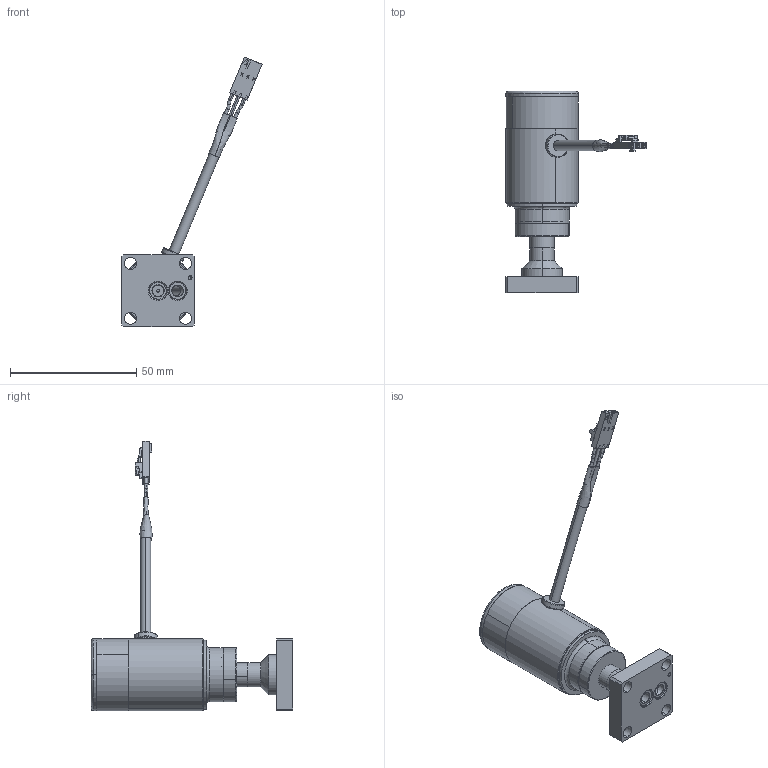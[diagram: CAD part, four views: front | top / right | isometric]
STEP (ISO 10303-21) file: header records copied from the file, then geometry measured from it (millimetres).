
FILE_DESCRIPTION (( 'STEP AP203' ), '1' );
FILE_NAME ('GID-H-CS.STEP', '2020-03-05T16:40:14', ( '' ), ( '' ), 'SwSTEP 2.0', 'SolidWorks 2019', '' );
FILE_SCHEMA (( 'CONFIG_CONTROL_DESIGN' ));
Length unit declared in the file: inch
Products named in the file (2): GID-H-CS
Bounding box: 55.45 x 79.77 x 106.75 mm (x, y, z)
Volume: 19285.4 mm3; surface area: 23065.3 mm2
Topology: 15 solids, 15 shells, 980 faces, 2457 edges, 1609 vertices
Faces by surface type: plane 633, bspline 180, cylinder 143, cone 16, torus 8
Entity records: 42358 total; most frequent: CARTESIAN_POINT 19644, ORIENTED_EDGE 4906, DIRECTION 4064, EDGE_CURVE 2453, VECTOR 1732, LINE 1732, VERTEX_POINT 1609, AXIS2_PLACEMENT_3D 1166
